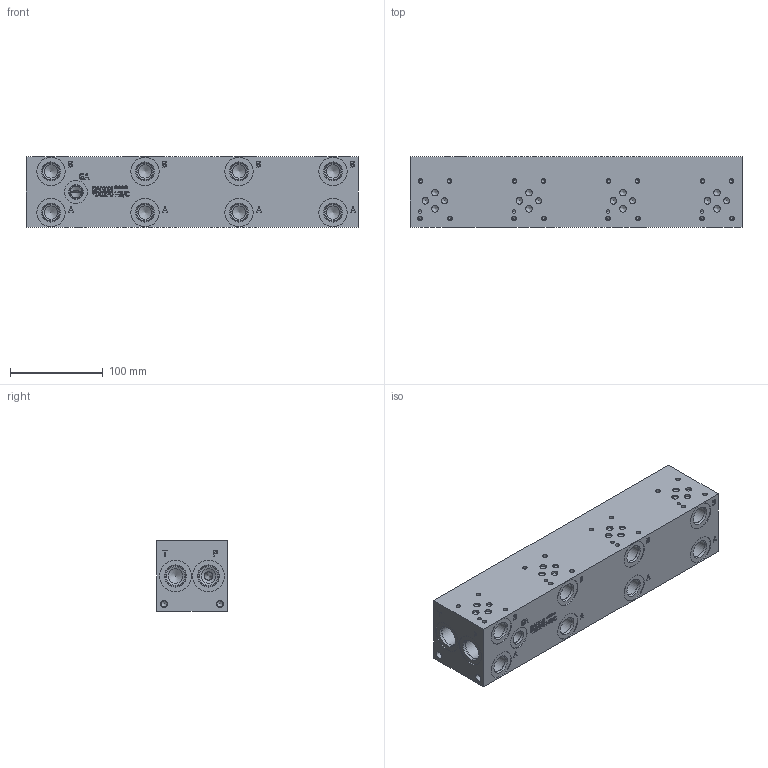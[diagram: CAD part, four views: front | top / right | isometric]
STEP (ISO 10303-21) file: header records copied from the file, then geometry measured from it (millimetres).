
FILE_DESCRIPTION(/* description */ (''),/* implementation_level */ '2;1');
FILE_NAME(/* name */ '_D03P044S_C.stp',/* time_stamp */ '2021-06-29T13:23:01-04:00',/* author */ ('anthonyv'),/* organization */ (''),/* preprocessor_version */ 'ST-DEVELOPER v18.1',/* originating_system */ 'Autodesk Inventor 2021',/* authorisation */ '');
FILE_SCHEMA (('AUTOMOTIVE_DESIGN { 1 0 10303 214 3 1 1 }'));
Length unit declared in the file: millimetre
Products named in the file (1): Part_AD03P044S~C_3D
Bounding box: 358.77 x 76.2 x 76.2 mm (x, y, z)
Volume: 1956304.5 mm3; surface area: 150784.4 mm2
Topology: 1 solids, 1 shells, 883 faces, 2408 edges, 1635 vertices
Faces by surface type: plane 452, bspline 185, cylinder 141, cone 105
Full cylindrical faces by diameter (mm): 3.785 x16, 3.962 x4, 4.826 x16, 6.35 x4, 6.528 x4, 7.137 x12, 7.925 x4, 11.989 x1, 12.9 x1, 14.275 x1, 14.29 x1, 14.3 x8, 14.529 x1, 15.875 x5, 15.9 x1, 17.501 x9, 19.05 x9, 19.253 x9, 20.447 x4, 20.62 x1, 22.225 x3, 22.23 x2, 22.54 x1, 22.555 x4, 23.368 x1, 23.901 x3, 25.019 x1, 30.16 x1, 30.632 x8, 34.138 x4
Entity records: 29437 total; most frequent: CARTESIAN_POINT 7349, ORIENTED_EDGE 4710, DIRECTION 3897, EDGE_CURVE 2355, VERTEX_POINT 1635, LINE 1451, VECTOR 1451, AXIS2_PLACEMENT_3D 1223
